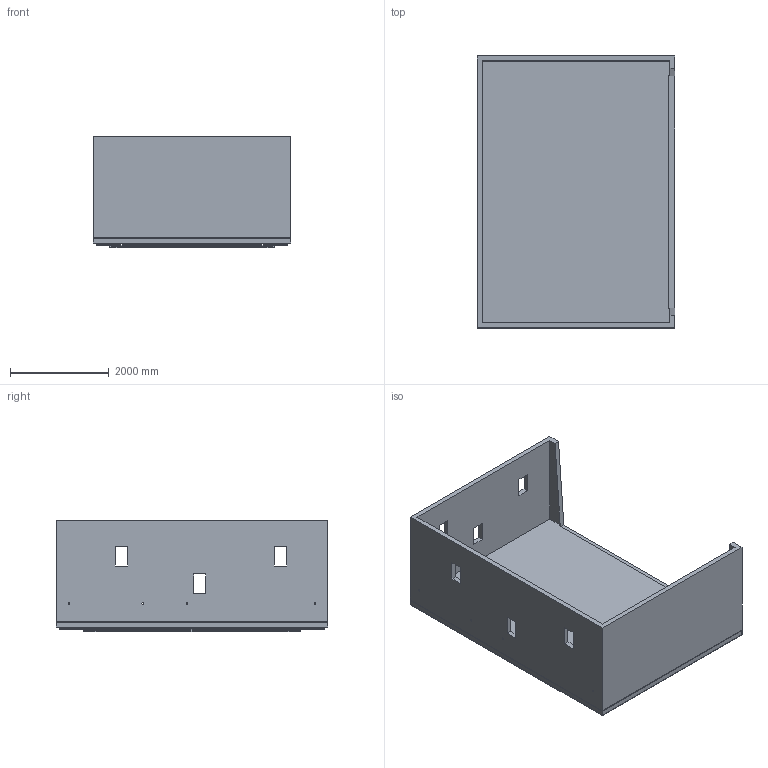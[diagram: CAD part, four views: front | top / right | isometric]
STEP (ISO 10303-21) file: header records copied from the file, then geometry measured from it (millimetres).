
FILE_DESCRIPTION(/* description */ (''),/* implementation_level */ '2;1');
FILE_NAME(/* name */ 'Exp_2',/* time_stamp */ '2024-02-27T13:57:26+01:00',/* author */ (''),/* organization */ (''),/* preprocessor_version */ 'ST-DEVELOPER v19.2',/* originating_system */ 'Rhino 8.1',/* authorisation */ '');
FILE_SCHEMA (('AP242_MANAGED_MODEL_BASED_3D_ENGINEERING_MIM_LF { 1 0 10303 442 3 1 4 }'));
Length unit declared in the file: millimetre
Products named in the file (2): Document; interfaccia cassone_Default<A macchina>
Bounding box: 4000 x 5500 x 2260 mm (x, y, z)
Volume: 5063338970.9 mm3; surface area: 151807901.2 mm2
Topology: 52 solids, 52 shells, 1077 faces, 2899 edges, 1926 vertices
Faces by surface type: plane 635, cylinder 440, bspline 2
Entity records: 33770 total; most frequent: CARTESIAN_POINT 9789, ORIENTED_EDGE 5798, EDGE_CURVE 2899, DIRECTION 2711, B_SPLINE_CURVE_WITH_KNOTS 2017, VERTEX_POINT 1926, AXIS2_PLACEMENT_3D 1893, EDGE_LOOP 1175
